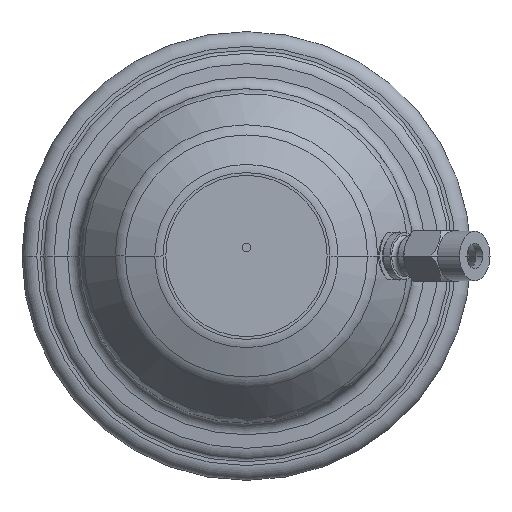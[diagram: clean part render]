
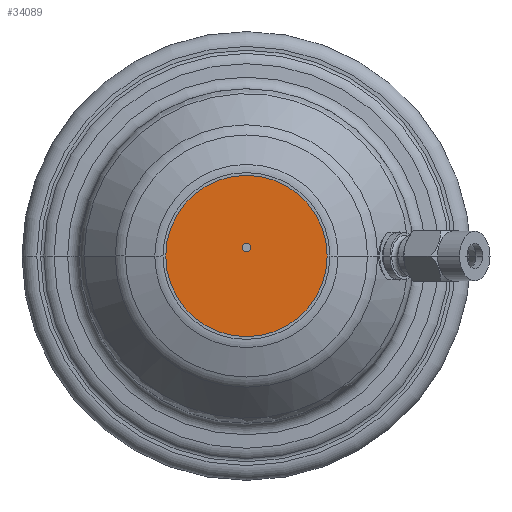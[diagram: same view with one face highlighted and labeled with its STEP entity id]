
A CAD part, front view. The second image highlights one B-rep face of the part: STEP entity #34089.
In plain terms, the highlighted planar face has unit normal (0, -1, 0).
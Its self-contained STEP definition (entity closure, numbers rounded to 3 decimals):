
#15607=CARTESIAN_POINT('',(0.,-96.982,0.));
#15608=DIRECTION('',(0.,1.,0.));
#15609=DIRECTION('',(1.,0.,0.));
#15610=AXIS2_PLACEMENT_3D('',#15607,#15608,#15609);
#15612=CARTESIAN_POINT('',(0.,-96.982,0.));
#15613=DIRECTION('',(0.,1.,0.));
#15614=DIRECTION('',(-1.,0.,0.));
#15615=AXIS2_PLACEMENT_3D('',#15612,#15613,#15614);
#15617=CARTESIAN_POINT('',(0.,-96.982,2.));
#15618=DIRECTION('',(0.,-1.,0.));
#15619=DIRECTION('',(1.,0.,0.));
#15620=AXIS2_PLACEMENT_3D('',#15617,#15618,#15619);
#15622=CARTESIAN_POINT('',(0.,-96.982,2.));
#15623=DIRECTION('',(0.,-1.,0.));
#15624=DIRECTION('',(-1.,0.,0.));
#15625=AXIS2_PLACEMENT_3D('',#15622,#15623,#15624);
#17530=CARTESIAN_POINT('',(19.05,-96.982,0.));
#17531=CARTESIAN_POINT('',(-19.05,-96.982,0.));
#17532=VERTEX_POINT('',#17530);
#17533=VERTEX_POINT('',#17531);
#17534=CARTESIAN_POINT('',(1.,-96.982,2.));
#17535=CARTESIAN_POINT('',(-1.,-96.982,2.));
#17536=VERTEX_POINT('',#17534);
#17537=VERTEX_POINT('',#17535);
#34074=CARTESIAN_POINT('',(0.,-96.982,0.));
#34075=DIRECTION('',(0.,1.,0.));
#34076=DIRECTION('',(1.,0.,0.));
#34077=AXIS2_PLACEMENT_3D('',#34074,#34075,#34076);
#34078=PLANE('',#34077);
#34079=ORIENTED_EDGE('',*,*,#34054,.T.);
#34080=ORIENTED_EDGE('',*,*,#34068,.T.);
#34081=EDGE_LOOP('',(#34079,#34080));
#34082=FACE_OUTER_BOUND('',#34081,.F.);
#34084=ORIENTED_EDGE('',*,*,#34083,.T.);
#34086=ORIENTED_EDGE('',*,*,#34085,.T.);
#34087=EDGE_LOOP('',(#34084,#34086));
#34088=FACE_BOUND('',#34087,.F.);
#34089=ADVANCED_FACE('',(#34082,#34088),#34078,.F.);
#15611=CIRCLE('',#15610,19.05);
#15616=CIRCLE('',#15615,19.05);
#15621=CIRCLE('',#15620,1.);
#15626=CIRCLE('',#15625,1.);
#34054=EDGE_CURVE('',#17532,#17533,#15611,.T.);
#34068=EDGE_CURVE('',#17533,#17532,#15616,.T.);
#34083=EDGE_CURVE('',#17536,#17537,#15621,.T.);
#34085=EDGE_CURVE('',#17537,#17536,#15626,.T.);
